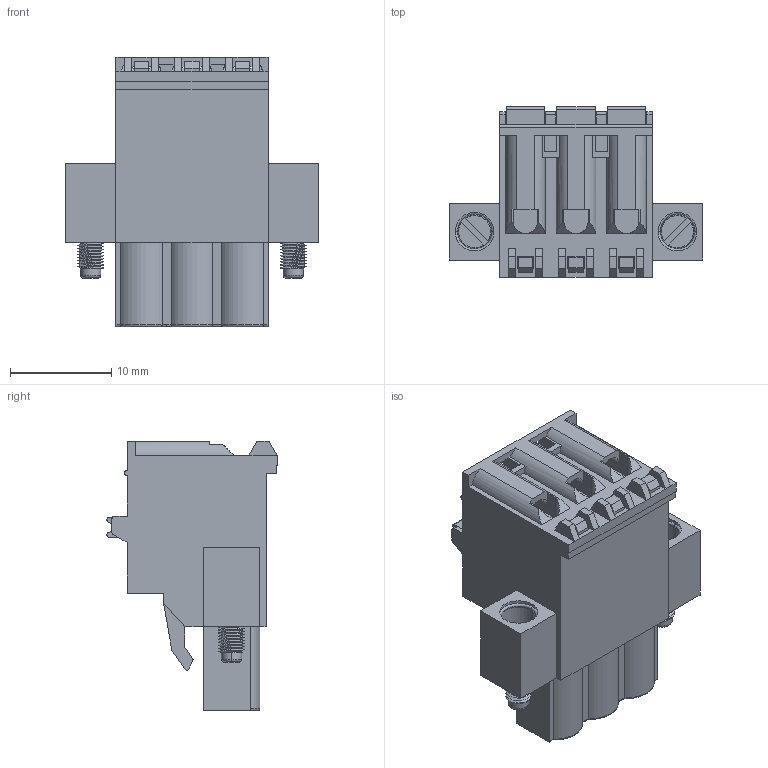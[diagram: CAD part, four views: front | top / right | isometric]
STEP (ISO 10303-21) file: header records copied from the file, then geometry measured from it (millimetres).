
FILE_DESCRIPTION (( 'STEP AP214' ), '1' );
FILE_NAME ('2EDGKDAM-5.0-03P-14-00AH.STEP', '2021-03-10T23:22:18', ( '' ), ( '' ), 'SwSTEP 2.0', 'SolidWorks 2020', '' );
FILE_SCHEMA (( 'AUTOMOTIVE_DESIGN' ));
Length unit declared in the file: millimetre
Products named in the file (1): 2EDGKDAM-5.0-03P-14-00AH
Bounding box: 25 x 16.8 x 26.6 mm (x, y, z)
Volume: 3789.1 mm3; surface area: 3761.1 mm2
Topology: 1 solids, 1 shells, 872 faces, 2378 edges, 1553 vertices
Faces by surface type: plane 575, bspline 140, cylinder 126, cone 16, torus 15
Entity records: 40839 total; most frequent: CARTESIAN_POINT 14854, ORIENTED_EDGE 4754, DIRECTION 3722, EDGE_CURVE 2377, LINE 1630, VECTOR 1630, VERTEX_POINT 1551, AXIS2_PLACEMENT_3D 1046
